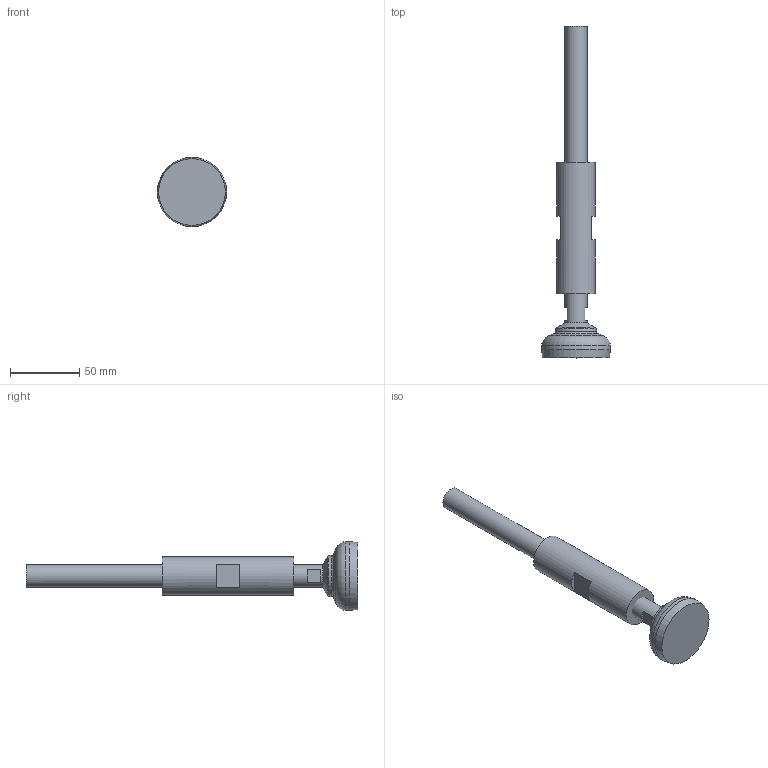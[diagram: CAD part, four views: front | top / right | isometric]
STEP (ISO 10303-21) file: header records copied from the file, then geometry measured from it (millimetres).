
FILE_DESCRIPTION (( 'STEP AP203' ), '1' );
FILE_NAME ('SEHLFx0 - SHLF50-3A-M16-L215-R19.STEP', '2024-09-18T10:13:21', ( '' ), ( '' ), 'SwSTEP 2.0', 'SolidWorks 2024', '' );
FILE_SCHEMA (( 'CONFIG_CONTROL_DESIGN' ));
Length unit declared in the file: millimetre
Products named in the file (1): SEHLFx0 - SHLF50-3A-M16-L215-R19
Bounding box: 50 x 240 x 50 mm (x, y, z)
Volume: 135072.7 mm3; surface area: 28134.7 mm2
Topology: 2 solids, 2 shells, 34 faces, 61 edges, 38 vertices
Faces by surface type: plane 18, cone 7, torus 4, cylinder 3, sphere 2
Full cylindrical faces by diameter (mm): 16 x1, 28 x1, 49.98 x1
Entity records: 811 total; most frequent: DIRECTION 142, CARTESIAN_POINT 115, ORIENTED_EDGE 88, AXIS2_PLACEMENT_3D 63, EDGE_LOOP 56, EDGE_CURVE 44, FACE_OUTER_BOUND 43, VERTEX_POINT 36
